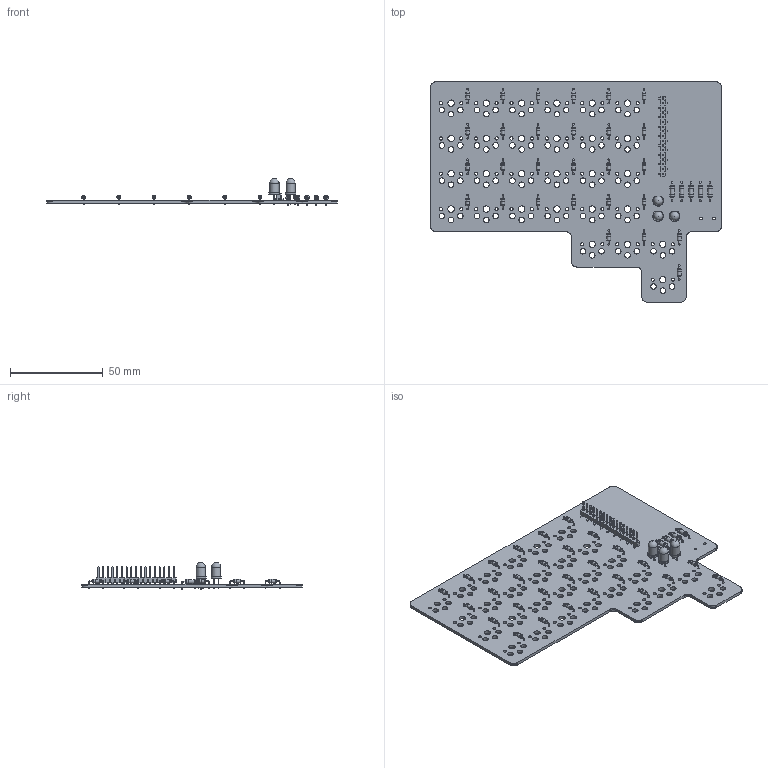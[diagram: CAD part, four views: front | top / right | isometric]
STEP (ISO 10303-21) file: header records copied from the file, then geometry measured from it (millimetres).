
FILE_DESCRIPTION(('KiCad electronic assembly'),'2;1');
FILE_NAME('ErgoBoard.step','2024-11-16T13:59:05',('Pcbnew'),('Kicad'), 'Open CASCADE STEP processor 7.7','KiCad to STEP converter','Unknown' );
FILE_SCHEMA(('AUTOMOTIVE_DESIGN { 1 0 10303 214 1 1 1 1 }'));
Length unit declared in the file: millimetre
Products named in the file (10): ErgoBoard 1; D_DO-35_SOD27_P7.62mm_Horizontal; COMPOUND; R_Axial_DIN0207_L6.3mm_D2.5mm_P10.16mm_Horizontal; SOLID; LED_D5.0mm; PinHeader_1x17_P2.54mm_Vertical_SMD_Pin1Left; _autosave-ErgoBoard PCB
Assembly tree (42 placements, depth 3):
  ErgoBoard 1
    D_DO-35_SOD27_P7.62mm_Horizontal  x28
      COMPOUND
    R_Axial_DIN0207_L6.3mm_D2.5mm_P10.16mm_Horizontal  x5
      SOLID
    LED_D5.0mm  x3
      SOLID
    PinHeader_1x17_P2.54mm_Vertical_SMD_Pin1Left
      SOLID
    _autosave-ErgoBoard PCB
Bounding box: 157 x 119 x 14.6 mm (x, y, z)
Volume: 22692.7 mm3; surface area: 33315.5 mm2
Topology: 66 solids, 66 shells, 1438 faces, 3233 edges, 2043 vertices
Faces by surface type: plane 835, cylinder 468, torus 132, sphere 3
Full cylindrical faces by diameter (mm): 0.5 x84, 0.6 x20, 0.8 x66, 0.9 x6, 1.5 x2, 1.702 x56, 2 x56, 2.02 x28, 2.25 x5, 2.5 x10, 3 x84, 3.429 x28, 4.9 x3
Entity records: 65714 total; most frequent: CARTESIAN_POINT 12770, DIRECTION 9178, LINE 6115, VECTOR 6115, ORIENTED_EDGE 4812, PCURVE 4812, DEFINITIONAL_REPRESENTATION 4812, EDGE_CURVE 2406
